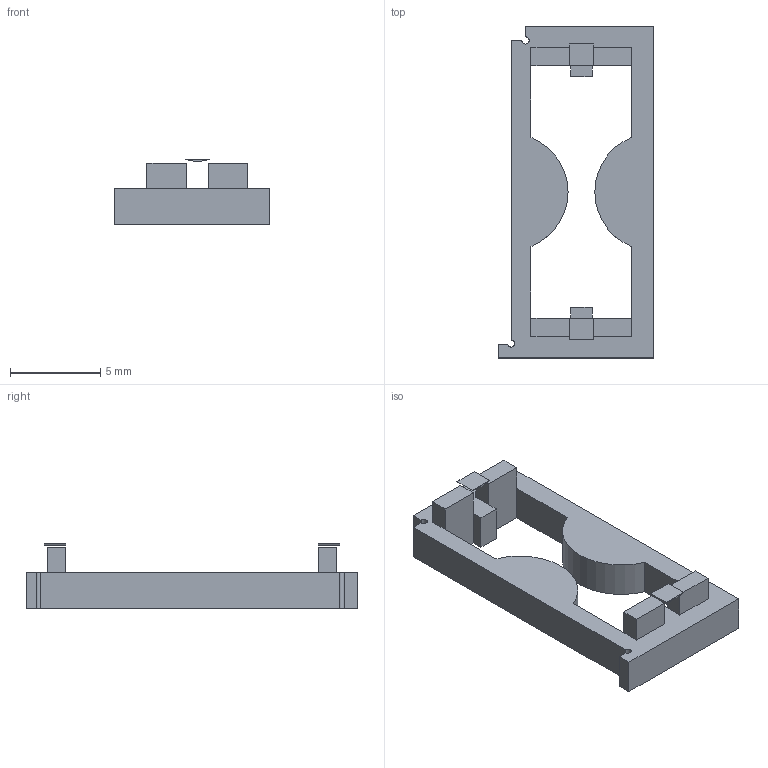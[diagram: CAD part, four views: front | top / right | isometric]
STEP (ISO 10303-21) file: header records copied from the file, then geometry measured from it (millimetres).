
FILE_DESCRIPTION(('Open CASCADE Model'),'2;1');
FILE_NAME('Open CASCADE Shape Model','2024-11-11T22:32:14',('Author'),( 'Open CASCADE'),'Open CASCADE STEP processor 7.7','Open CASCADE 7.7' ,'Unknown');
FILE_SCHEMA(('AUTOMOTIVE_DESIGN { 1 0 10303 214 1 1 1 1 }'));
Length unit declared in the file: millimetre
Products named in the file (5): Open CASCADE STEP translator 7.7 5; Open CASCADE STEP translator 7.7 5.1; Open CASCADE STEP translator 7.7 5.1.1; Open CASCADE STEP translator 7.7 5.1.2; Open CASCADE STEP translator 7.7 5.1.3
Assembly tree (4 placements, depth 3):
  Open CASCADE STEP translator 7.7 5
    Open CASCADE STEP translator 7.7 5.1
      Open CASCADE STEP translator 7.7 5.1.1
      Open CASCADE STEP translator 7.7 5.1.2
      Open CASCADE STEP translator 7.7 5.1.3
Bounding box: 8.6 x 18.4 x 3.6 mm (x, y, z)
Volume: 184.9 mm3; surface area: 415.2 mm2
Topology: 3 solids, 3 shells, 52 faces, 130 edges, 84 vertices
Faces by surface type: plane 46, cylinder 6
Entity records: 3300 total; most frequent: CARTESIAN_POINT 543, DIRECTION 514, LINE 366, VECTOR 366, ORIENTED_EDGE 260, PCURVE 260, DEFINITIONAL_REPRESENTATION 260, EDGE_CURVE 130
